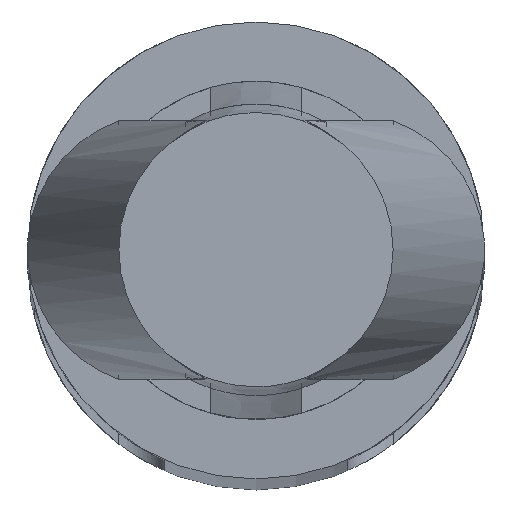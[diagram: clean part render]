
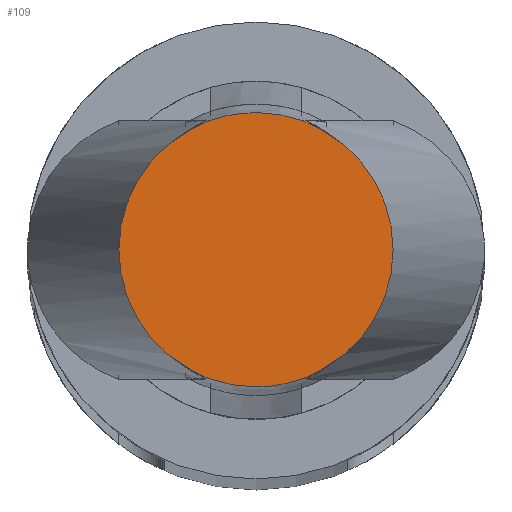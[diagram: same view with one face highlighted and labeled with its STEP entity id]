
A CAD part, top view. The second image highlights one B-rep face of the part: STEP entity #109.
In plain terms, the highlighted planar face has unit normal (0, 0, 1).
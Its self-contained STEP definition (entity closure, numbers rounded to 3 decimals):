
#109 = ADVANCED_FACE( '', ( #278 ), #279, .T. );
#278 = FACE_OUTER_BOUND( '', #530, .T. );
#279 = PLANE( '', #531 );
#530 = EDGE_LOOP( '', ( #885, #886, #887, #888, #889, #890, #891, #892 ) );
#531 = AXIS2_PLACEMENT_3D( '', #893, #894, #895 );
#885 = ORIENTED_EDGE( '', *, *, #1506, .F. );
#886 = ORIENTED_EDGE( '', *, *, #1507, .T. );
#887 = ORIENTED_EDGE( '', *, *, #1508, .F. );
#888 = ORIENTED_EDGE( '', *, *, #1509, .F. );
#889 = ORIENTED_EDGE( '', *, *, #1510, .F. );
#890 = ORIENTED_EDGE( '', *, *, #1511, .T. );
#891 = ORIENTED_EDGE( '', *, *, #1512, .F. );
#892 = ORIENTED_EDGE( '', *, *, #1513, .T. );
#893 = CARTESIAN_POINT( '', ( 0., 0., 39.4 ) );
#894 = DIRECTION( '', ( 0., 0., 1. ) );
#895 = DIRECTION( '', ( 1., 0., 0. ) );
#1506 = EDGE_CURVE( '', #1781, #1782, #1783, .T. );
#1507 = EDGE_CURVE( '', #1781, #1784, #1785, .T. );
#1508 = EDGE_CURVE( '', #1786, #1784, #1787, .T. );
#1509 = EDGE_CURVE( '', #1788, #1786, #1789, .T. );
#1510 = EDGE_CURVE( '', #1790, #1788, #1791, .T. );
#1511 = EDGE_CURVE( '', #1790, #1792, #1793, .T. );
#1512 = EDGE_CURVE( '', #1794, #1792, #1795, .T. );
#1513 = EDGE_CURVE( '', #1794, #1782, #1796, .F. );
#1781 = VERTEX_POINT( '', #2182 );
#1782 = VERTEX_POINT( '', #2183 );
#1783 = CIRCLE( '', #2184, 1.5 );
#1784 = VERTEX_POINT( '', #2185 );
#1785 = B_SPLINE_CURVE_WITH_KNOTS( '', 2, ( #2186, #2187, #2188, #2189, #2190 ), .UNSPECIFIED., .F., .F., ( 3, 2, 3 ), ( 0., 0.5, 1. ), .UNSPECIFIED. );
#1786 = VERTEX_POINT( '', #2191 );
#1787 = CIRCLE( '', #2192, 1.5 );
#1788 = VERTEX_POINT( '', #2193 );
#1789 = CIRCLE( '', #2194, 1.5 );
#1790 = VERTEX_POINT( '', #2195 );
#1791 = CIRCLE( '', #2196, 1.5 );
#1792 = VERTEX_POINT( '', #2197 );
#1793 = B_SPLINE_CURVE_WITH_KNOTS( '', 2, ( #2198, #2199, #2200, #2201, #2202 ), .UNSPECIFIED., .F., .F., ( 3, 2, 3 ), ( 0., 0.5, 1. ), .UNSPECIFIED. );
#1794 = VERTEX_POINT( '', #2203 );
#1795 = CIRCLE( '', #2204, 1.5 );
#1796 = CIRCLE( '', #2205, 1.5 );
#2182 = CARTESIAN_POINT( '', ( -0.5, -1.414, 39.4 ) );
#2183 = CARTESIAN_POINT( '', ( -0.525, -1.405, 39.4 ) );
#2184 = AXIS2_PLACEMENT_3D( '', #2774, #2775, #2776 );
#2185 = CARTESIAN_POINT( '', ( 0.5, -1.414, 39.4 ) );
#2186 = CARTESIAN_POINT( '', ( -0.5, -1.414, 39.4 ) );
#2187 = CARTESIAN_POINT( '', ( -0.258, -1.5, 39.4 ) );
#2188 = CARTESIAN_POINT( '', ( 0., -1.5, 39.4 ) );
#2189 = CARTESIAN_POINT( '', ( 0.257, -1.5, 39.4 ) );
#2190 = CARTESIAN_POINT( '', ( 0.5, -1.414, 39.4 ) );
#2191 = CARTESIAN_POINT( '', ( 0.525, -1.405, 39.4 ) );
#2192 = AXIS2_PLACEMENT_3D( '', #2777, #2778, #2779 );
#2193 = CARTESIAN_POINT( '', ( 0.525, 1.405, 39.4 ) );
#2194 = AXIS2_PLACEMENT_3D( '', #2780, #2781, #2782 );
#2195 = CARTESIAN_POINT( '', ( 0.5, 1.414, 39.4 ) );
#2196 = AXIS2_PLACEMENT_3D( '', #2783, #2784, #2785 );
#2197 = CARTESIAN_POINT( '', ( -0.5, 1.414, 39.4 ) );
#2198 = CARTESIAN_POINT( '', ( 0.5, 1.414, 39.4 ) );
#2199 = CARTESIAN_POINT( '', ( 0.258, 1.5, 39.4 ) );
#2200 = CARTESIAN_POINT( '', ( 0., 1.5, 39.4 ) );
#2201 = CARTESIAN_POINT( '', ( -0.257, 1.5, 39.4 ) );
#2202 = CARTESIAN_POINT( '', ( -0.5, 1.414, 39.4 ) );
#2203 = CARTESIAN_POINT( '', ( -0.525, 1.405, 39.4 ) );
#2204 = AXIS2_PLACEMENT_3D( '', #2786, #2787, #2788 );
#2205 = AXIS2_PLACEMENT_3D( '', #2789, #2790, #2791 );
#2774 = CARTESIAN_POINT( '', ( 0., 0., 39.4 ) );
#2775 = DIRECTION( '', ( 0., 0., -1. ) );
#2776 = DIRECTION( '', ( 0., 1., 0. ) );
#2777 = CARTESIAN_POINT( '', ( 0., 0., 39.4 ) );
#2778 = DIRECTION( '', ( 0., 0., -1. ) );
#2779 = DIRECTION( '', ( 0., 1., 0. ) );
#2780 = CARTESIAN_POINT( '', ( 0., 0., 39.4 ) );
#2781 = DIRECTION( '', ( 0., 0., -1. ) );
#2782 = DIRECTION( '', ( 0., 1., 0. ) );
#2783 = CARTESIAN_POINT( '', ( 0., 0., 39.4 ) );
#2784 = DIRECTION( '', ( 0., 0., -1. ) );
#2785 = DIRECTION( '', ( 0., 1., 0. ) );
#2786 = CARTESIAN_POINT( '', ( 0., 0., 39.4 ) );
#2787 = DIRECTION( '', ( 0., 0., -1. ) );
#2788 = DIRECTION( '', ( 0., 1., 0. ) );
#2789 = CARTESIAN_POINT( '', ( 0., 0., 39.4 ) );
#2790 = DIRECTION( '', ( 0., 0., -1. ) );
#2791 = DIRECTION( '', ( 1., 0., 0. ) );
